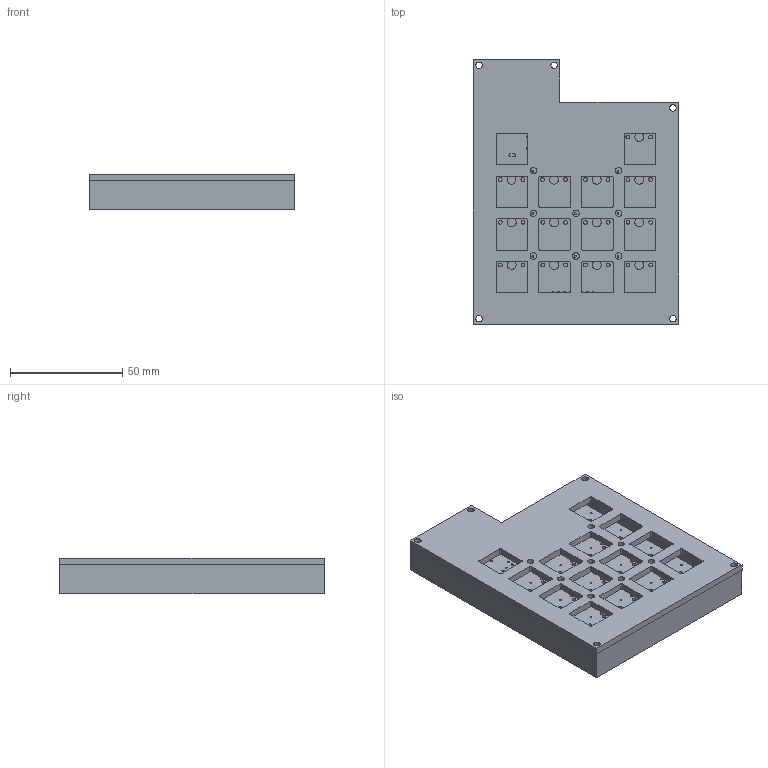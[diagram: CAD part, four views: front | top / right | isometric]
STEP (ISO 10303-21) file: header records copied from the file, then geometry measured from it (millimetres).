
FILE_DESCRIPTION(/* description */ (''),/* implementation_level */ '2;1');
FILE_NAME(/* name */ 'HackPad-Master.step',/* time_stamp */ '2024-10-21T23:46:58-04:00',/* author */ (''),/* organization */ (''),/* preprocessor_version */ 'ST-DEVELOPER v20',/* originating_system */ 'Autodesk Translation Framework v13.20.0.188',/* authorisation */ '');
FILE_SCHEMA (('AUTOMOTIVE_DESIGN { 1 0 10303 214 3 1 1 }'));
Length unit declared in the file: millimetre
Products named in the file (5): HackPad Case; Component3; Component4; HeckerPad 1; _autosave-HeckerPad_PCB
Assembly tree (4 placements, depth 3):
  HackPad Case
    Component3
    Component4
    HeckerPad 1
      _autosave-HeckerPad_PCB
Bounding box: 91.5 x 118 x 16 mm (x, y, z)
Volume: 80879.4 mm3; surface area: 63502.7 mm2
Topology: 3 solids, 3 shells, 304 faces, 894 edges, 596 vertices
Faces by surface type: cylinder 210, plane 94
Full cylindrical faces by diameter (mm): 0.787 x16, 0.8 x28, 1 x23, 1.5 x26, 1.7 x26, 2.9 x18, 4 x13
Entity records: 11126 total; most frequent: DIRECTION 1940, CARTESIAN_POINT 1803, ORIENTED_EDGE 1788, EDGE_CURVE 894, AXIS2_PLACEMENT_3D 733, EDGE_LOOP 636, VERTEX_POINT 596, LINE 474
